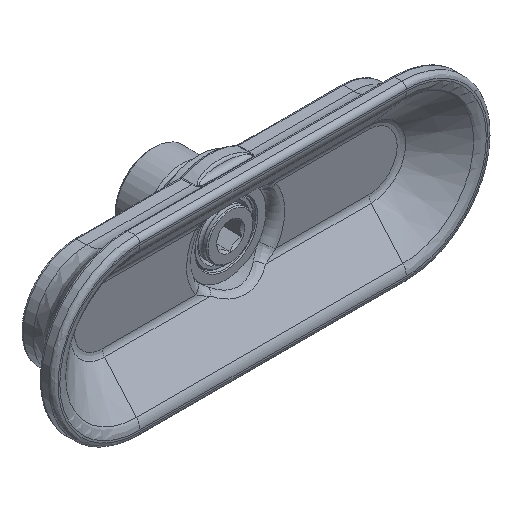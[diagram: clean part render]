
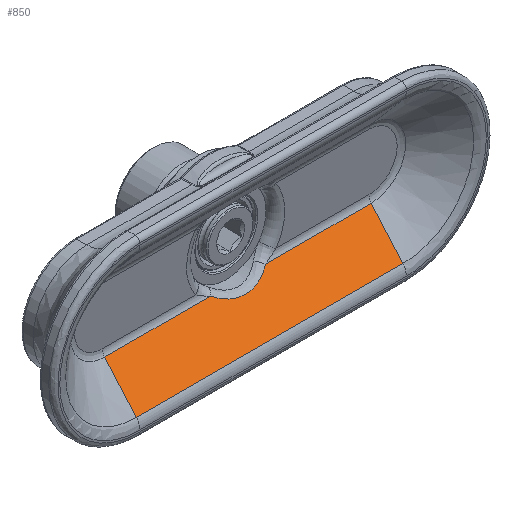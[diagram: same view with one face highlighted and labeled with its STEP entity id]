
A CAD part, isometric view. The second image highlights one B-rep face of the part: STEP entity #850.
In plain terms, the highlighted planar face has unit normal (0, -0.755, 0.656).
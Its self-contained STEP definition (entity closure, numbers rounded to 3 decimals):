
#850 = ADVANCED_FACE( '', ( #2509 ), #2510, .F. );
#2509 = FACE_OUTER_BOUND( '', #5054, .T. );
#2510 = PLANE( '', #5055 );
#5054 = EDGE_LOOP( '', ( #10600, #10601, #10602, #10603, #10604, #10605 ) );
#5055 = AXIS2_PLACEMENT_3D( '', #10606, #10607, #10608 );
#10600 = ORIENTED_EDGE( '', *, *, #20955, .F. );
#10601 = ORIENTED_EDGE( '', *, *, #20956, .F. );
#10602 = ORIENTED_EDGE( '', *, *, #20957, .F. );
#10603 = ORIENTED_EDGE( '', *, *, #20958, .F. );
#10604 = ORIENTED_EDGE( '', *, *, #20959, .F. );
#10605 = ORIENTED_EDGE( '', *, *, #20960, .F. );
#10606 = CARTESIAN_POINT( '', ( -29.64, 0.6, -15.309 ) );
#10607 = DIRECTION( '', ( 0., 0.755, -0.656 ) );
#10608 = DIRECTION( '', ( 0., 0.656, 0.755 ) );
#20955 = EDGE_CURVE( '', #23854, #23855, #23856, .T. );
#20956 = EDGE_CURVE( '', #23857, #23854, #23858, .T. );
#20957 = EDGE_CURVE( '', #23859, #23857, #23860, .T. );
#20958 = EDGE_CURVE( '', #23861, #23859, #23862, .T. );
#20959 = EDGE_CURVE( '', #23863, #23861, #23864, .T. );
#20960 = EDGE_CURVE( '', #23855, #23863, #23865, .T. );
#23854 = VERTEX_POINT( '', #28125 );
#23855 = VERTEX_POINT( '', #28126 );
#23856 = LINE( '', #28127, #28128 );
#23857 = VERTEX_POINT( '', #28129 );
#23858 = LINE( '', #28130, #28131 );
#23859 = VERTEX_POINT( '', #28132 );
#23860 = LINE( '', #28133, #28134 );
#23861 = VERTEX_POINT( '', #28135 );
#23862 = LINE( '', #28136, #28137 );
#23863 = VERTEX_POINT( '', #28138 );
#23864 = B_SPLINE_CURVE_WITH_KNOTS( '', 3, ( #28139, #28140, #28141, #28142, #28143, #28144, #28145, #28146, #28147, #28148, #28149, #28150, #28151, #28152, #28153, #28154, #28155, #28156, #28157, #28158, #28159, #28160, #28161, #28162, #28163, #28164 ), .UNSPECIFIED., .F., .F., ( 4, 1, 1, 1, 1, 1, 1, 1, 1, 1, 1, 1, 1, 1, 1, 1, 1, 1, 1, 1, 1, 1, 1, 4 ), ( 0., 0.025, 0.049, 0.074, 0.098, 0.123, 0.147, 0.172, 0.197, 0.221, 0.246, 0.27, 0.295, 0.32, 0.344, 0.5, 0.656, 0.705, 0.755, 0.804, 0.853, 0.902, 0.951, 1. ), .UNSPECIFIED. );
#23865 = LINE( '', #28165, #28166 );
#28125 = CARTESIAN_POINT( '', ( -28.5, 0.736, -15.153 ) );
#28126 = CARTESIAN_POINT( '', ( -28.5, 7.509, -7.361 ) );
#28127 = CARTESIAN_POINT( '', ( -28.5, 4.123, -11.257 ) );
#28128 = VECTOR( '', #41030, 1000. );
#28129 = CARTESIAN_POINT( '', ( 28.5, 0.736, -15.153 ) );
#28130 = CARTESIAN_POINT( '', ( 0., 0.736, -15.153 ) );
#28131 = VECTOR( '', #41031, 1000. );
#28132 = CARTESIAN_POINT( '', ( 28.5, 7.509, -7.361 ) );
#28133 = CARTESIAN_POINT( '', ( 28.5, 4.123, -11.257 ) );
#28134 = VECTOR( '', #41032, 1000. );
#28135 = CARTESIAN_POINT( '', ( 5.918, 7.509, -7.361 ) );
#28136 = CARTESIAN_POINT( '', ( 0., 7.509, -7.361 ) );
#28137 = VECTOR( '', #41033, 1000. );
#28138 = CARTESIAN_POINT( '', ( -5.918, 7.509, -7.361 ) );
#28139 = CARTESIAN_POINT( '', ( -5.918, 7.509, -7.361 ) );
#28140 = CARTESIAN_POINT( '', ( -5.838, 7.463, -7.415 ) );
#28141 = CARTESIAN_POINT( '', ( -5.678, 7.369, -7.522 ) );
#28142 = CARTESIAN_POINT( '', ( -5.43, 7.235, -7.677 ) );
#28143 = CARTESIAN_POINT( '', ( -5.176, 7.106, -7.825 ) );
#28144 = CARTESIAN_POINT( '', ( -4.916, 6.982, -7.968 ) );
#28145 = CARTESIAN_POINT( '', ( -4.65, 6.864, -8.104 ) );
#28146 = CARTESIAN_POINT( '', ( -4.378, 6.752, -8.233 ) );
#28147 = CARTESIAN_POINT( '', ( -4.1, 6.645, -8.356 ) );
#28148 = CARTESIAN_POINT( '', ( -3.818, 6.545, -8.471 ) );
#28149 = CARTESIAN_POINT( '', ( -3.53, 6.451, -8.578 ) );
#28150 = CARTESIAN_POINT( '', ( -3.237, 6.365, -8.678 ) );
#28151 = CARTESIAN_POINT( '', ( -2.939, 6.285, -8.77 ) );
#28152 = CARTESIAN_POINT( '', ( -2.637, 6.213, -8.853 ) );
#28153 = CARTESIAN_POINT( '', ( -2.331, 6.148, -8.927 ) );
#28154 = CARTESIAN_POINT( '', ( -1.47, 5.989, -9.11 ) );
#28155 = CARTESIAN_POINT( '', ( 0.003, 5.863, -9.255 ) );
#28156 = CARTESIAN_POINT( '', ( 1.583, 5.999, -9.099 ) );
#28157 = CARTESIAN_POINT( '', ( 2.644, 6.21, -8.856 ) );
#28158 = CARTESIAN_POINT( '', ( 3.243, 6.362, -8.681 ) );
#28159 = CARTESIAN_POINT( '', ( 3.823, 6.543, -8.474 ) );
#28160 = CARTESIAN_POINT( '', ( 4.383, 6.749, -8.236 ) );
#28161 = CARTESIAN_POINT( '', ( 4.92, 6.98, -7.97 ) );
#28162 = CARTESIAN_POINT( '', ( 5.434, 7.232, -7.68 ) );
#28163 = CARTESIAN_POINT( '', ( 5.757, 7.417, -7.468 ) );
#28164 = CARTESIAN_POINT( '', ( 5.918, 7.509, -7.361 ) );
#28165 = CARTESIAN_POINT( '', ( -17.209, 7.509, -7.361 ) );
#28166 = VECTOR( '', #41034, 1000. );
#41030 = DIRECTION( '', ( 0., 0.656, 0.755 ) );
#41031 = DIRECTION( '', ( -1., 0., 0. ) );
#41032 = DIRECTION( '', ( 0., -0.656, -0.755 ) );
#41033 = DIRECTION( '', ( 1., 0., 0. ) );
#41034 = DIRECTION( '', ( 1., 0., 0. ) );
